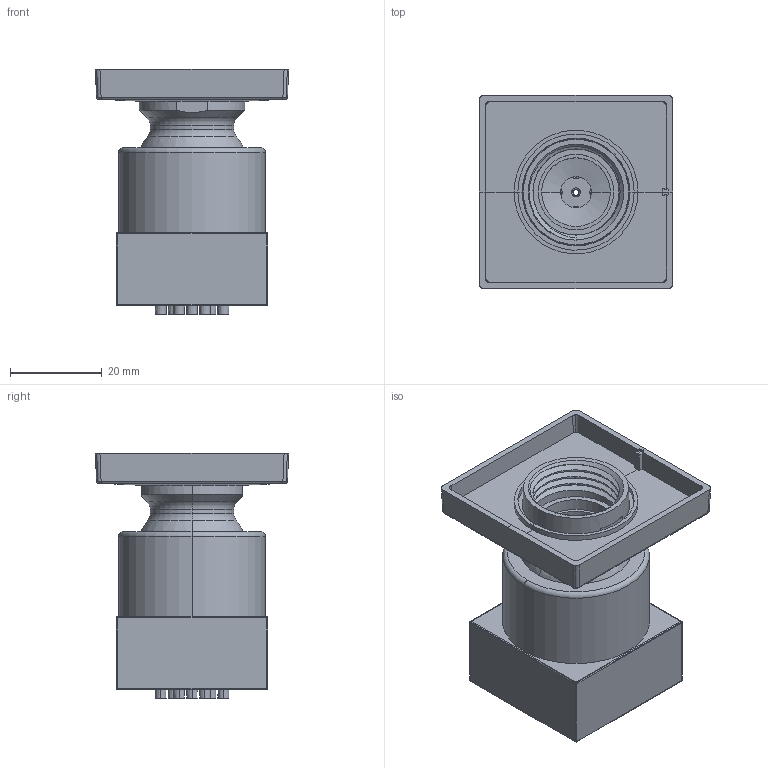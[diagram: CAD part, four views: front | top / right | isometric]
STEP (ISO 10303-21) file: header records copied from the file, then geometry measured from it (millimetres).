
FILE_DESCRIPTION((''),'2;1');
FILE_NAME('ZSOF062CR','2021-11-22T16:31:32',('ut3'),('PAFFONI SpA'),'CREO PARAMETRIC BY PTC INC, 2020044','CREO PARAMETRIC BY PTC INC, 2020044','');
FILE_SCHEMA(('CONFIG_CONTROL_DESIGN','SHAPE_APPEARANCE_LAYERS_GROUPS'));
Length unit declared in the file: millimetre
Products named in the file (1): ZSOF062CR
Bounding box: 42.2 x 42.2 x 53.7 mm (x, y, z)
Volume: 25770.1 mm3; surface area: 20500.1 mm2
Topology: 2 solids, 2 shells, 394 faces, 1085 edges, 722 vertices
Faces by surface type: cylinder 148, plane 80, cone 75, torus 58, bspline 21, sphere 12
Entity records: 25930 total; most frequent: CARTESIAN_POINT 11342, ORIENTED_EDGE 2152, DIRECTION 2131, EDGE_CURVE 1076, AXIS2_PLACEMENT_3D 906, FILL_AREA_STYLE_COLOUR 725, FILL_AREA_STYLE 725, SURFACE_STYLE_FILL_AREA 725
